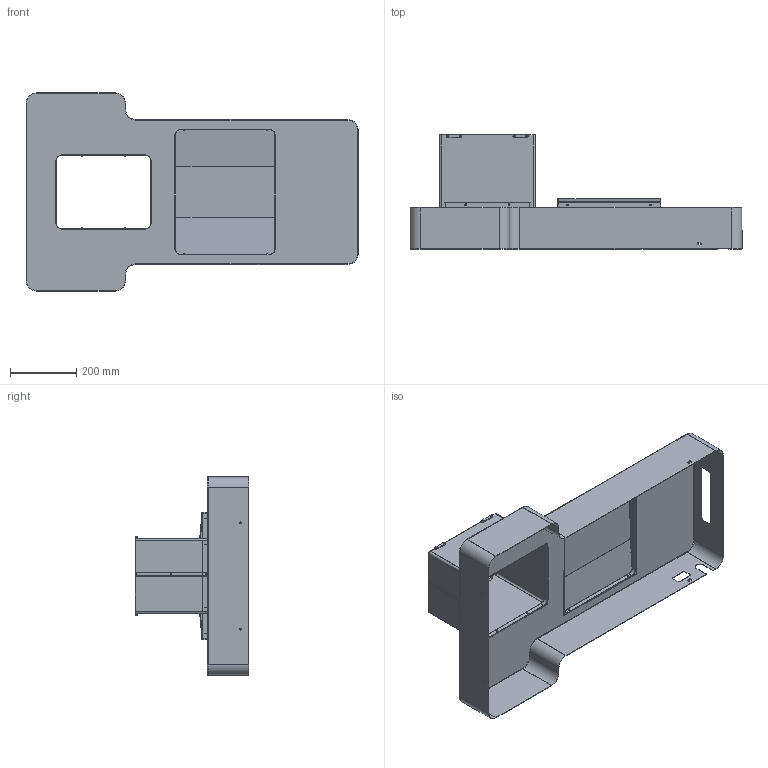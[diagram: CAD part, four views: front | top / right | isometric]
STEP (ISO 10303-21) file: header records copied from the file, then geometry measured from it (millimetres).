
FILE_DESCRIPTION (( 'STEP AP214' ), '1' );
FILE_NAME ('AME-COVER.STEP', '2020-10-26T14:12:26', ( '' ), ( '' ), 'SwSTEP 2.0', 'SolidWorks 2019', '' );
FILE_SCHEMA (( 'AUTOMOTIVE_DESIGN' ));
Length unit declared in the file: millimetre
Products named in the file (8): AME-T2020-SAC-01-010; AME-T2020-SAC-01-012; AME-COVER; AME-T2020-SAC-01-019; AME-T2020-SAC-01-013; AME-TIM-06-001; M3x6 HAVÞA ÝMBUS; AME-T2020-SAC-01-011
Assembly tree (33 placements, depth 2):
  AME-COVER
    AME-TIM-06-001  x4
    M3x6 HAVÞA ÝMBUS  x16
    AME-T2020-SAC-01-010
    AME-T2020-SAC-01-013
    AME-T2020-SAC-01-012  x2
    AME-T2020-SAC-01-011  x8
    AME-T2020-SAC-01-019
Bounding box: 1000 x 343 x 597.07 mm (x, y, z)
Volume: 1506347.9 mm3; surface area: 2177471.8 mm2
Topology: 33 solids, 33 shells, 840 faces, 1958 edges, 1184 vertices
Faces by surface type: plane 541, cylinder 223, cone 56, torus 16, bspline 4
Full cylindrical faces by diameter (mm): 2.2 x19, 3 x16, 3.2 x7, 3.4 x8, 3.5 x4, 5.54 x16, 6 x2
Entity records: 13640 total; most frequent: CARTESIAN_POINT 2428, DIRECTION 2342, ORIENTED_EDGE 2112, EDGE_CURVE 1056, AXIS2_PLACEMENT_3D 818, VECTOR 706, LINE 706, VERTEX_POINT 664
